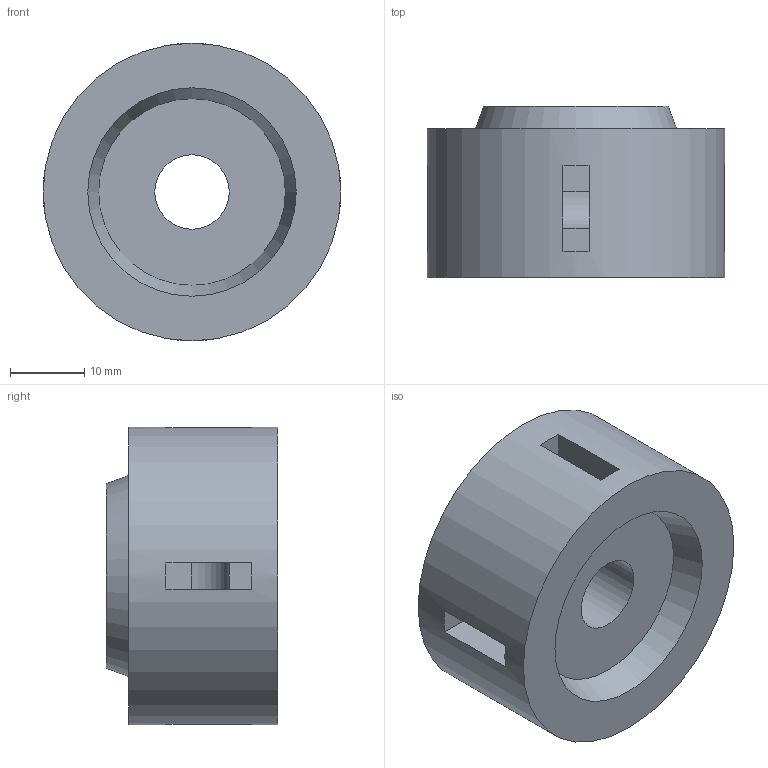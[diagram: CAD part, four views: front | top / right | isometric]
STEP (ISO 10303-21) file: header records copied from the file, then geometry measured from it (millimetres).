
FILE_DESCRIPTION(/* description */ (''),/* implementation_level */ '2;1');
FILE_NAME(/* name */ 'Small disc_x3.stp',/* time_stamp */ '2024-07-12T13:22:11+01:00',/* author */ ('patri'),/* organization */ (''),/* preprocessor_version */ 'ST-DEVELOPER v19.2',/* originating_system */ 'Autodesk Inventor 2024',/* authorisation */ '');
FILE_SCHEMA (('AUTOMOTIVE_DESIGN { 1 0 10303 214 3 1 1 }'));
Length unit declared in the file: millimetre
Products named in the file (1): disco giratorio secundario2
Bounding box: 40 x 23 x 40 mm (x, y, z)
Volume: 20014.3 mm3; surface area: 7451.7 mm2
Topology: 1 solids, 1 shells, 70 faces, 181 edges, 120 vertices
Faces by surface type: plane 42, cylinder 23, torus 3, cone 2
Full cylindrical faces by diameter (mm): 10 x1, 21 x1, 40 x1
Entity records: 2203 total; most frequent: DIRECTION 390, CARTESIAN_POINT 372, ORIENTED_EDGE 362, EDGE_CURVE 181, AXIS2_PLACEMENT_3D 138, VERTEX_POINT 120, LINE 114, VECTOR 114
